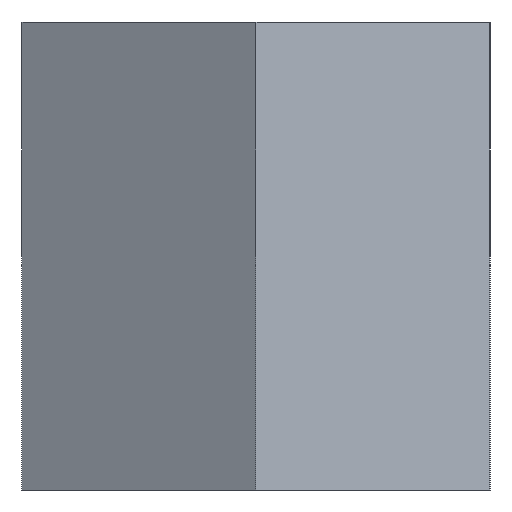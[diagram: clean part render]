
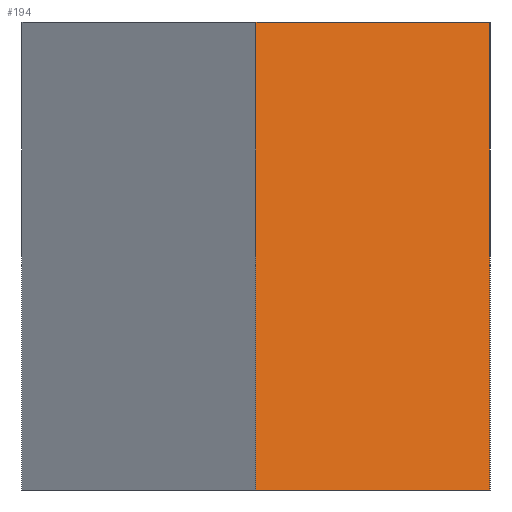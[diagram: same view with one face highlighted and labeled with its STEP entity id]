
A CAD part, left-side view. The second image highlights one B-rep face of the part: STEP entity #194.
In plain terms, the highlighted planar face has unit normal (-0.866, -0.5, 0).
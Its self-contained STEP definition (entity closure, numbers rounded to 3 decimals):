
#28=LINE('',#318,#48);
#29=LINE('',#321,#49);
#30=LINE('',#323,#50);
#31=LINE('',#324,#51);
#48=VECTOR('',#264,10.);
#49=VECTOR('',#267,10.);
#50=VECTOR('',#268,10.);
#51=VECTOR('',#269,10.);
#66=FACE_OUTER_BOUND('',#78,.T.);
#78=EDGE_LOOP('',(#151,#152,#153,#154));
#99=VERTEX_POINT('',#314);
#100=VERTEX_POINT('',#316);
#101=VERTEX_POINT('',#320);
#102=VERTEX_POINT('',#322);
#120=EDGE_CURVE('',#99,#100,#28,.T.);
#121=EDGE_CURVE('',#101,#99,#29,.T.);
#122=EDGE_CURVE('',#102,#100,#30,.T.);
#123=EDGE_CURVE('',#101,#102,#31,.T.);
#151=ORIENTED_EDGE('',*,*,#121,.T.);
#152=ORIENTED_EDGE('',*,*,#120,.T.);
#153=ORIENTED_EDGE('',*,*,#122,.F.);
#154=ORIENTED_EDGE('',*,*,#123,.F.);
#182=PLANE('',#224);
#194=ADVANCED_FACE('',(#66),#182,.T.);
#224=AXIS2_PLACEMENT_3D('',#319,#265,#266);
#264=DIRECTION('',(0.,0.,1.));
#265=DIRECTION('center_axis',(-0.866,-0.5,0.));
#266=DIRECTION('ref_axis',(0.5,-0.866,0.));
#267=DIRECTION('',(0.5,-0.866,0.));
#268=DIRECTION('',(0.5,-0.866,0.));
#269=DIRECTION('',(0.,0.,1.));
#314=CARTESIAN_POINT('',(-5.774,-10.,0.));
#316=CARTESIAN_POINT('',(-5.774,-10.,20.));
#318=CARTESIAN_POINT('',(-5.774,-10.,0.));
#319=CARTESIAN_POINT('Origin',(-11.547,0.,0.));
#320=CARTESIAN_POINT('',(-11.547,0.,0.));
#321=CARTESIAN_POINT('',(-11.547,0.,0.));
#322=CARTESIAN_POINT('',(-11.547,0.,20.));
#323=CARTESIAN_POINT('',(-11.547,0.,20.));
#324=CARTESIAN_POINT('',(-11.547,0.,0.));
